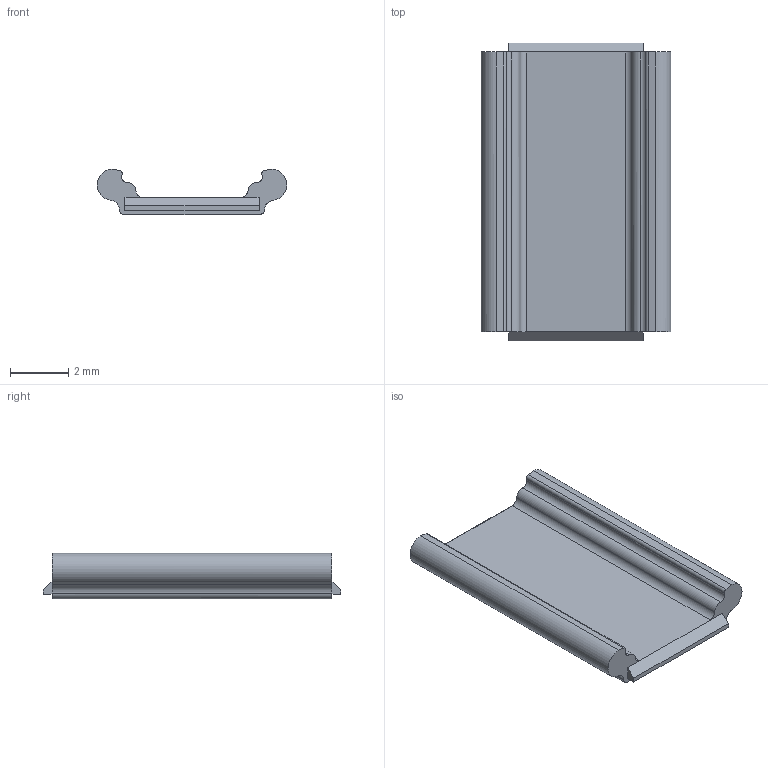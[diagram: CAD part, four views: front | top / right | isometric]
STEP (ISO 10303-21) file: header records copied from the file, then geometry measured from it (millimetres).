
FILE_DESCRIPTION((''),'2;1');
FILE_NAME('DUC-TMF10_A2','2018-11-30T',('Administrator'),(''),'PRO/ENGINEER BY PARAMETRIC TECHNOLOGY CORPORATION, 2008380','PRO/ENGINEER BY PARAMETRIC TECHNOLOGY CORPORATION, 2008380','');
FILE_SCHEMA(('CONFIG_CONTROL_DESIGN'));
Length unit declared in the file: metre
Products named in the file (1): DUC-TMF10_A2
Bounding box: 6.5 x 10.2 x 1.56 mm (x, y, z)
Volume: 49.1 mm3; surface area: 167.5 mm2
Topology: 1 solids, 1 shells, 32 faces, 92 edges, 62 vertices
Faces by surface type: plane 18, cylinder 14
Entity records: 1123 total; most frequent: CARTESIAN_POINT 253, ORIENTED_EDGE 184, DIRECTION 158, EDGE_CURVE 92, VERTEX_POINT 62, VECTOR 58, LINE 58, AXIS2_PLACEMENT_3D 50
